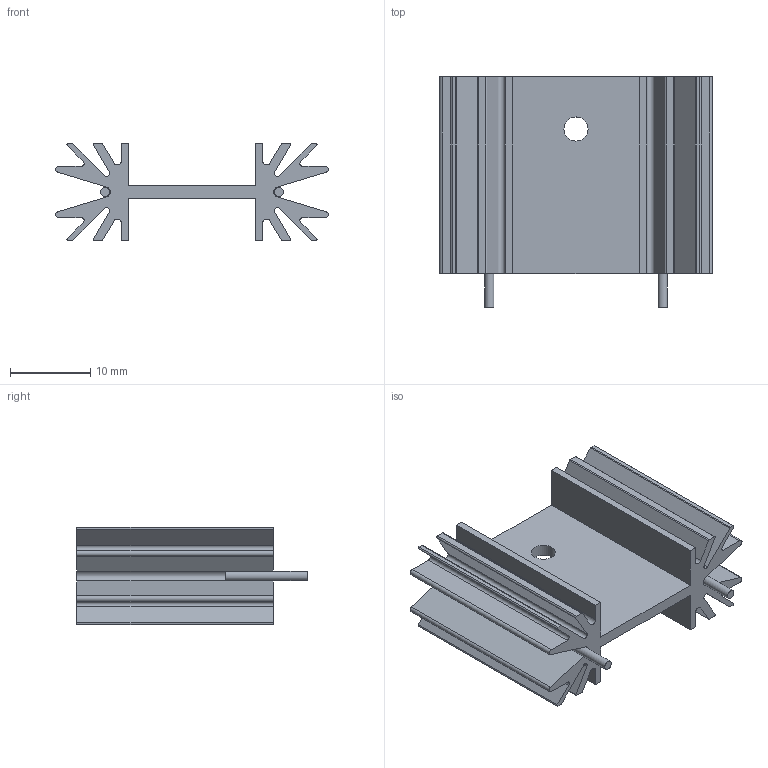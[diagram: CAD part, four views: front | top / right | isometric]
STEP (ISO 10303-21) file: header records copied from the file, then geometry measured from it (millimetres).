
FILE_DESCRIPTION (( 'STEP AP214' ), '1' );
FILE_NAME ('眛-247 冓儰僗闉 #2.STEP', '2024-05-23T08:12:23', ( '' ), ( '' ), 'SwSTEP 2.0', 'SolidWorks 2024', '' );
FILE_SCHEMA (( 'AUTOMOTIVE_DESIGN' ));
Length unit declared in the file: millimetre
Products named in the file (1): ТО-247 Радиатор #2
Bounding box: 34 x 28.7 x 12.1 mm (x, y, z)
Volume: 3185.7 mm3; surface area: 5026.3 mm2
Topology: 3 solids, 3 shells, 89 faces, 249 edges, 166 vertices
Faces by surface type: plane 52, cylinder 37
Full cylindrical faces by diameter (mm): 1.15 x2, 3 x1
Entity records: 2973 total; most frequent: CARTESIAN_POINT 502, DIRECTION 500, ORIENTED_EDGE 492, EDGE_CURVE 246, LINE 172, VECTOR 172, VERTEX_POINT 166, AXIS2_PLACEMENT_3D 164
